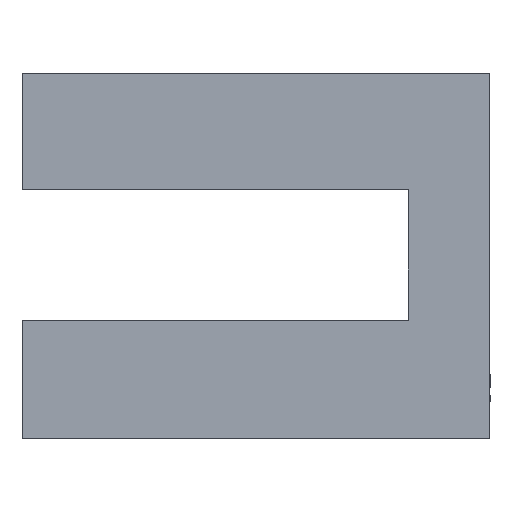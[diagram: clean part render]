
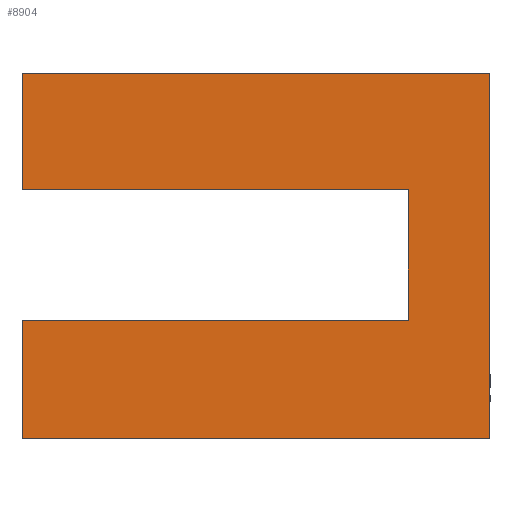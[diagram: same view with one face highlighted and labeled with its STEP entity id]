
A CAD part, left-side view. The second image highlights one B-rep face of the part: STEP entity #8904.
In plain terms, the highlighted planar face has unit normal (-1, 0, 0).
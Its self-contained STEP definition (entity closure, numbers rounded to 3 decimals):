
#49=PLANE('',#9421);
#529=FACE_OUTER_BOUND('',#1017,.T.);
#1017=EDGE_LOOP('',(#7630,#7631,#7632,#7633,#7634,#7635,#7636,#7637));
#2383=LINE('',#31228,#2856);
#2392=LINE('',#31250,#2865);
#2397=LINE('',#33202,#2870);
#2401=LINE('',#33210,#2874);
#2412=LINE('',#35175,#2885);
#2413=LINE('',#35177,#2886);
#2414=LINE('',#35178,#2887);
#2415=LINE('',#35179,#2888);
#2856=VECTOR('',#10790,10.);
#2865=VECTOR('',#10805,10.);
#2870=VECTOR('',#10828,10.);
#2874=VECTOR('',#10836,10.);
#2885=VECTOR('',#10869,10.);
#2886=VECTOR('',#10870,10.);
#2887=VECTOR('',#10871,10.);
#2888=VECTOR('',#10872,10.);
#3799=VERTEX_POINT('',#31225);
#3800=VERTEX_POINT('',#31227);
#3807=VERTEX_POINT('',#31243);
#3810=VERTEX_POINT('',#31248);
#3815=VERTEX_POINT('',#33200);
#3817=VERTEX_POINT('',#33208);
#3827=VERTEX_POINT('',#35174);
#3828=VERTEX_POINT('',#35176);
#5133=EDGE_CURVE('',#3799,#3800,#2383,.T.);
#5144=EDGE_CURVE('',#3810,#3807,#2392,.T.);
#5160=EDGE_CURVE('',#3799,#3815,#2397,.T.);
#5164=EDGE_CURVE('',#3817,#3815,#2401,.T.);
#5186=EDGE_CURVE('',#3810,#3827,#2412,.T.);
#5187=EDGE_CURVE('',#3828,#3827,#2413,.T.);
#5188=EDGE_CURVE('',#3800,#3828,#2414,.T.);
#5189=EDGE_CURVE('',#3807,#3817,#2415,.T.);
#7630=ORIENTED_EDGE('',*,*,#5186,.T.);
#7631=ORIENTED_EDGE('',*,*,#5187,.F.);
#7632=ORIENTED_EDGE('',*,*,#5188,.F.);
#7633=ORIENTED_EDGE('',*,*,#5133,.F.);
#7634=ORIENTED_EDGE('',*,*,#5160,.T.);
#7635=ORIENTED_EDGE('',*,*,#5164,.F.);
#7636=ORIENTED_EDGE('',*,*,#5189,.F.);
#7637=ORIENTED_EDGE('',*,*,#5144,.F.);
#8904=ADVANCED_FACE('',(#529),#49,.T.);
#9421=AXIS2_PLACEMENT_3D('',#35173,#10867,#10868);
#10790=DIRECTION('',(0.,0.,1.));
#10805=DIRECTION('',(0.,0.,-1.));
#10828=DIRECTION('',(0.,1.,0.));
#10836=DIRECTION('',(0.,0.,1.));
#10867=DIRECTION('center_axis',(-1.,0.,0.));
#10868=DIRECTION('ref_axis',(0.,0.,1.));
#10869=DIRECTION('',(0.,1.,0.));
#10870=DIRECTION('',(0.,0.,1.));
#10871=DIRECTION('',(0.,1.,0.));
#10872=DIRECTION('',(0.,1.,0.));
#31225=CARTESIAN_POINT('',(-17.997,0.,-6.358));
#31227=CARTESIAN_POINT('',(-17.997,0.,6.358));
#31228=CARTESIAN_POINT('',(-17.997,0.,-17.929));
#31243=CARTESIAN_POINT('',(-17.997,-8.,-17.929));
#31248=CARTESIAN_POINT('',(-17.997,-8.,17.728));
#31250=CARTESIAN_POINT('',(-17.997,-8.,-17.929));
#33200=CARTESIAN_POINT('',(-17.997,37.7,-6.358));
#33202=CARTESIAN_POINT('',(-17.997,0.,-6.358));
#33208=CARTESIAN_POINT('',(-17.997,37.7,-17.929));
#33210=CARTESIAN_POINT('',(-17.997,37.7,-17.929));
#35173=CARTESIAN_POINT('Origin',(-17.997,0.,6.358));
#35174=CARTESIAN_POINT('',(-17.997,37.7,17.728));
#35175=CARTESIAN_POINT('',(-17.997,0.,17.728));
#35176=CARTESIAN_POINT('',(-17.997,37.7,6.358));
#35177=CARTESIAN_POINT('',(-17.997,37.7,-17.929));
#35178=CARTESIAN_POINT('',(-17.997,0.,6.358));
#35179=CARTESIAN_POINT('',(-17.997,0.,-17.929));
